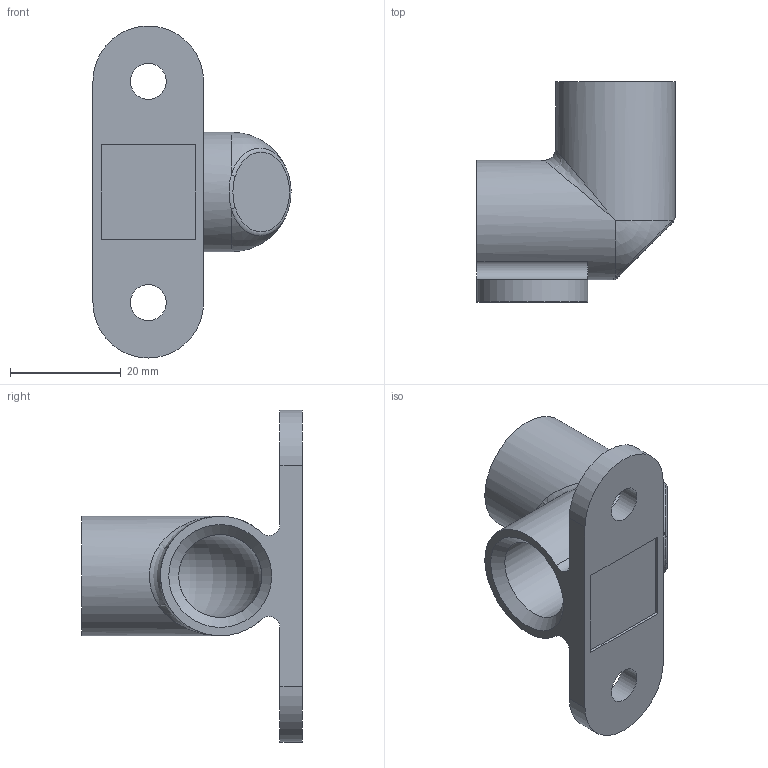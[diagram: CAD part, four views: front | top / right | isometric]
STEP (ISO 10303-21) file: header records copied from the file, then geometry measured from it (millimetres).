
FILE_DESCRIPTION(/* description */ ('Unknown'),/* implementation_level */ '2;1');
FILE_NAME(/* name */ 'R409-DN10',/* time_stamp */ '2024-04-09T08:55:35+08:00',/* author */ ('Unknown'),/* organization */ ('Unknown'),/* preprocessor_version */ 'ST-DEVELOPER v16.7',/* originating_system */ 'DEX',/* authorisation */ $);
FILE_SCHEMA (('AUTOMOTIVE_DESIGN {1 0 10303 214 3 1 1}'));
Length unit declared in the file: millimetre
Products named in the file (2): R409-DN10; R-409 DN10
Assembly tree (1 placements, depth 2):
  R409-DN10
    R-409 DN10
Bounding box: 35.8 x 39.8 x 60 mm (x, y, z)
Volume: 13574.3 mm3; surface area: 8095.6 mm2
Topology: 1 solids, 1 shells, 35 faces, 89 edges, 53 vertices
Faces by surface type: plane 12, cylinder 10, bspline 6, torus 3, cone 2, sphere 2
Full cylindrical faces by diameter (mm): 6.5 x2, 15 x2, 21.6 x2
Entity records: 1349 total; most frequent: CARTESIAN_POINT 535, DIRECTION 162, ORIENTED_EDGE 146, EDGE_CURVE 73, AXIS2_PLACEMENT_3D 68, EDGE_LOOP 50, FACE_BOUND 50, VERTEX_POINT 49
